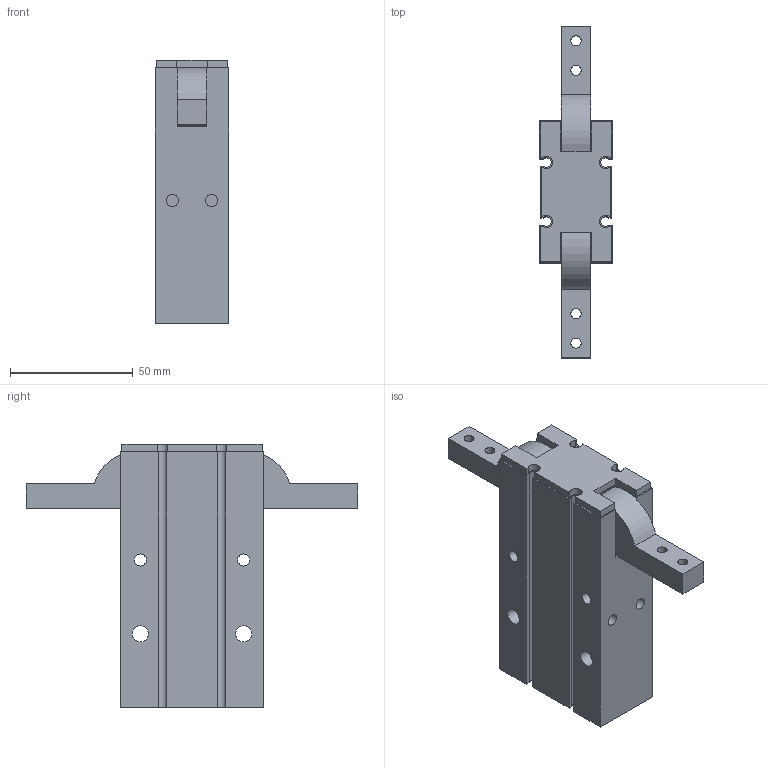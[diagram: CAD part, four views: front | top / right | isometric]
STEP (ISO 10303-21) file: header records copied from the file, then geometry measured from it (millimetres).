
FILE_DESCRIPTION((''),'2;1');
FILE_NAME('630225D.stp','2007-02-26T14:01:11',('valotma1'),(''),'Autodesk Inventor 11','Autodesk Inventor 11','');
FILE_SCHEMA(('AUTOMOTIVE_DESIGN { 1 0 10303 214 1 1 1 1 }'));
Length unit declared in the file: millimetre
Products named in the file (3): 630225D; CORPO Ø25; DITO Ø25
Assembly tree (3 placements, depth 2):
  630225D
    CORPO Ø25
    DITO Ø25  x2
Bounding box: 30 x 135 x 107 mm (x, y, z)
Volume: 171728.9 mm3; surface area: 39550.3 mm2
Topology: 3 solids, 3 shells, 103 faces, 277 edges, 186 vertices
Faces by surface type: plane 64, bspline 20, cylinder 19
Full cylindrical faces by diameter (mm): 6 x4, 26 x1
Entity records: 3037 total; most frequent: CARTESIAN_POINT 706, ORIENTED_EDGE 452, DIRECTION 442, EDGE_CURVE 226, VECTOR 170, LINE 170, VERTEX_POINT 160, AXIS2_PLACEMENT_3D 136
